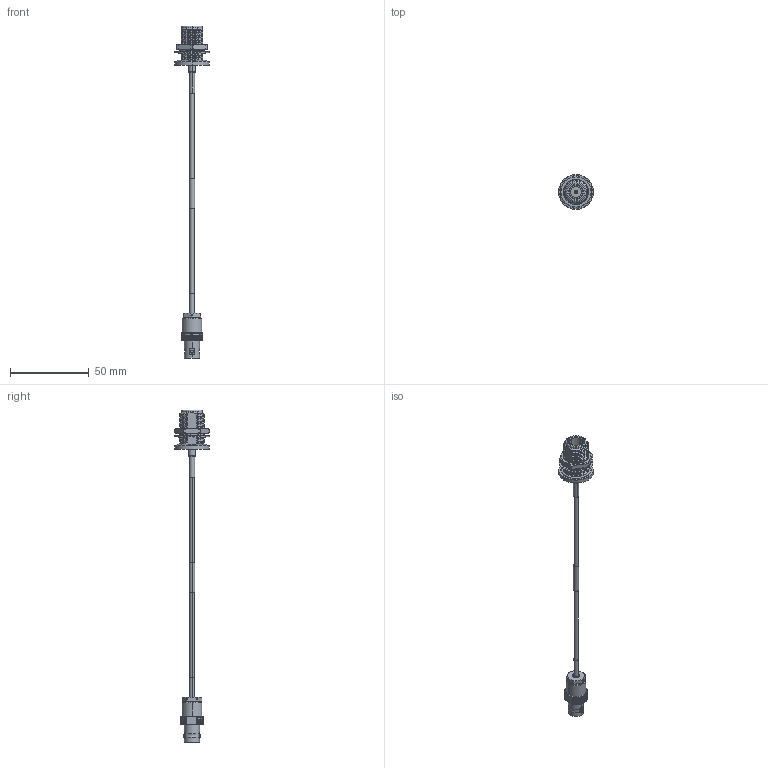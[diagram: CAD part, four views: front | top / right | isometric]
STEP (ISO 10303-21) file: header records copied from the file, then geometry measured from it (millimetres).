
FILE_DESCRIPTION (( 'STEP AP214' ), '1' );
FILE_NAME ('LCCA30641.step', '2020-05-06T20:40:45', ( '' ), ( '' ), 'SwSTEP 2.0', 'SolidWorks 2018', '' );
FILE_SCHEMA (( 'AUTOMOTIVE_DESIGN' ));
Length unit declared in the file: inch
Products named in the file (5): LCCN3041^LCCA30641_Heat Shrink; Label^LCCA30641; LC085TBJ^LCCA30641; LCCN3056^LCCA30641_Heat Shrink; LCCA30641
Assembly tree (4 placements, depth 2):
  LCCA30641
    LC085TBJ^LCCA30641
    Label^LCCA30641
    LCCN3041^LCCA30641_Heat Shrink
    LCCN3056^LCCA30641_Heat Shrink
Bounding box: 22 x 22 x 210.5 mm (x, y, z)
Volume: 8205.1 mm3; surface area: 8962.5 mm2
Topology: 12 solids, 12 shells, 745 faces, 1896 edges, 1189 vertices
Faces by surface type: cylinder 219, plane 189, cone 164, bspline 163, torus 10
Entity records: 100586 total; most frequent: CARTESIAN_POINT 84088, ORIENTED_EDGE 3788, DIRECTION 2676, EDGE_CURVE 1894, VERTEX_POINT 1189, AXIS2_PLACEMENT_3D 1075, EDGE_LOOP 777, FACE_OUTER_BOUND 745
